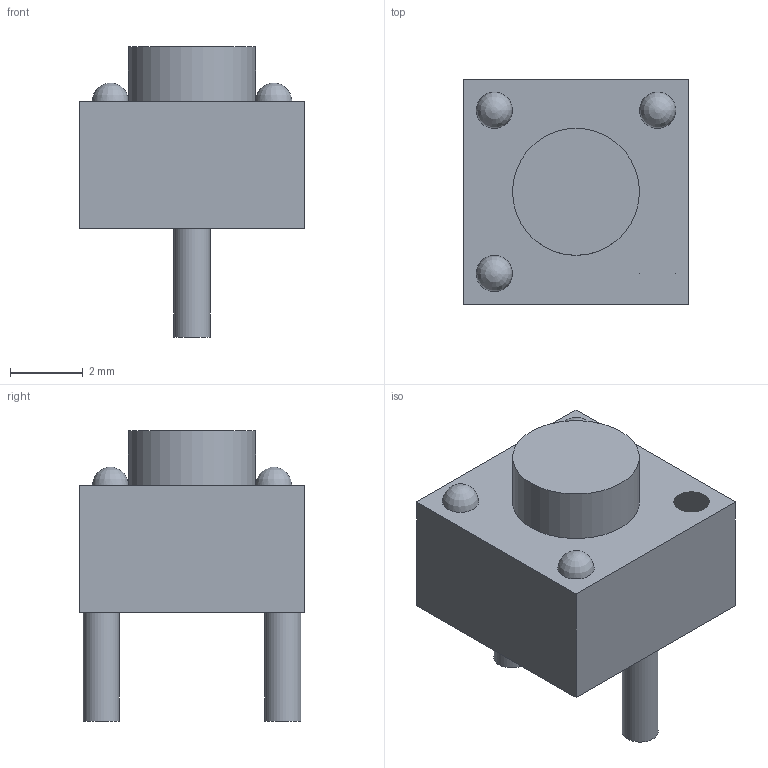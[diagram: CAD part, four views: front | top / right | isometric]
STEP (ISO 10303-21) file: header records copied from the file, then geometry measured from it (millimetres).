
FILE_DESCRIPTION(('FreeCAD Model'),'2;1');
FILE_NAME('SPST Button.step','2022-01-11T02:27:41',('kicad StepUp'),( 'ksu MCAD'),'Open CASCADE STEP processor 7.3','FreeCAD','Unknown');
FILE_SCHEMA(('AUTOMOTIVE_DESIGN { 1 0 10303 214 1 1 1 1 }'));
Length unit declared in the file: millimetre
Products named in the file (1): SPST_Button
Bounding box: 6.2 x 6.2 x 8 mm (x, y, z)
Volume: 154.2 mm3; surface area: 200.6 mm2
Topology: 1 solids, 1 shells, 24 faces, 42 edges, 26 vertices
Faces by surface type: plane 13, cylinder 7, revolution 4
Full cylindrical faces by diameter (mm): 1 x6, 3.5 x1
Entity records: 784 total; most frequent: CARTESIAN_POINT 120, DIRECTION 109, ORIENTED_EDGE 82, AXIS2_PLACEMENT_3D 43, EDGE_CURVE 41, FACE_BOUND 31, EDGE_LOOP 31, VERTEX_POINT 26
